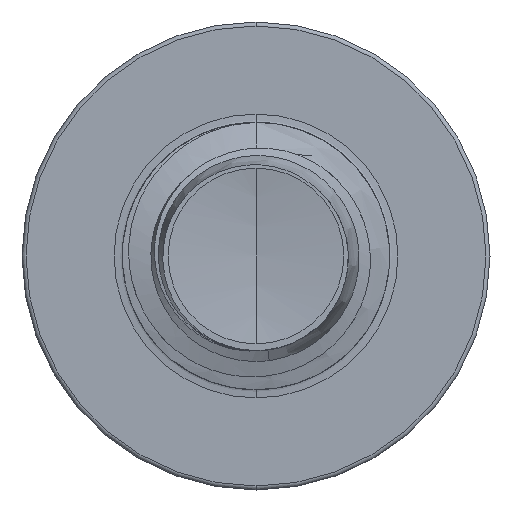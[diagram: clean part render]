
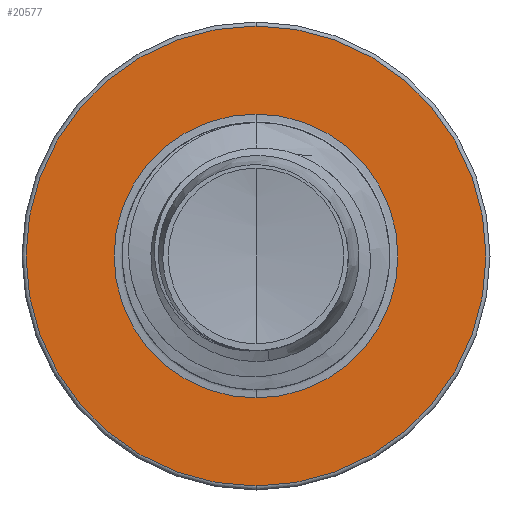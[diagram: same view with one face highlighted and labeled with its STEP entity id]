
A CAD part, front view. The second image highlights one B-rep face of the part: STEP entity #20577.
In plain terms, the highlighted planar face has unit normal (0, -1, 0).
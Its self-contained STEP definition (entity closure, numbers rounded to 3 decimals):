
#773 = DIRECTION ( 'NONE',  ( 0., 1., 0. ) ) ;
#1734 = EDGE_CURVE ( 'NONE', #25973, #26008, #28367, .T. ) ;
#2557 = FACE_OUTER_BOUND ( 'NONE', #26845, .T. ) ;
#2643 = DIRECTION ( 'NONE',  ( 0., 1., 0. ) ) ;
#3321 = CARTESIAN_POINT ( 'NONE',  ( 0., 20., -3.186 ) ) ;
#3369 = DIRECTION ( 'NONE',  ( 0., 0., 1. ) ) ;
#4151 = VERTEX_POINT ( 'NONE', #6420 ) ;
#4561 = CIRCLE ( 'NONE', #11237, 5.16 ) ;
#6420 = CARTESIAN_POINT ( 'NONE',  ( 0., 20., -5.16 ) ) ;
#6810 = EDGE_LOOP ( 'NONE', ( #19699, #29349 ) ) ;
#7030 = AXIS2_PLACEMENT_3D ( 'NONE', #9377, #10272, #3369 ) ;
#8035 = CARTESIAN_POINT ( 'NONE',  ( 0., 20., 0. ) ) ;
#8268 = EDGE_CURVE ( 'NONE', #17465, #4151, #24361, .T. ) ;
#8998 = CIRCLE ( 'NONE', #27218, 3.186 ) ;
#9377 = CARTESIAN_POINT ( 'NONE',  ( 0., 20., 0. ) ) ;
#10272 = DIRECTION ( 'NONE',  ( 0., 1., 0. ) ) ;
#11085 = DIRECTION ( 'NONE',  ( 0., 0., 1. ) ) ;
#11237 = AXIS2_PLACEMENT_3D ( 'NONE', #18759, #773, #21153 ) ;
#12900 = AXIS2_PLACEMENT_3D ( 'NONE', #17295, #17255, #17193 ) ;
#17193 = DIRECTION ( 'NONE',  ( 0., 0., 1. ) ) ;
#17255 = DIRECTION ( 'NONE',  ( 0., 1., 0. ) ) ;
#17295 = CARTESIAN_POINT ( 'NONE',  ( 0., 20., 0. ) ) ;
#17465 = VERTEX_POINT ( 'NONE', #26646 ) ;
#17666 = FACE_BOUND ( 'NONE', #6810, .T. ) ;
#18210 = CARTESIAN_POINT ( 'NONE',  ( 0., 20., 3.186 ) ) ;
#18759 = CARTESIAN_POINT ( 'NONE',  ( 0., 20., 0. ) ) ;
#19699 = ORIENTED_EDGE ( 'NONE', *, *, #31471, .T. ) ;
#19785 = ORIENTED_EDGE ( 'NONE', *, *, #19844, .F. ) ;
#19844 = EDGE_CURVE ( 'NONE', #4151, #17465, #4561, .T. ) ;
#20010 = CARTESIAN_POINT ( 'NONE',  ( 0., 20., -3.186 ) ) ;
#20111 = PLANE ( 'NONE',  #31339 ) ;
#20577 = ADVANCED_FACE ( 'NONE', ( #2557, #17666 ), #20111, .F. ) ;
#21153 = DIRECTION ( 'NONE',  ( 0., 0., 1. ) ) ;
#22470 = DIRECTION ( 'NONE',  ( 0., 0., 1. ) ) ;
#24361 = CIRCLE ( 'NONE', #12900, 5.16 ) ;
#25407 = ORIENTED_EDGE ( 'NONE', *, *, #8268, .F. ) ;
#25973 = VERTEX_POINT ( 'NONE', #3321 ) ;
#26008 = VERTEX_POINT ( 'NONE', #18210 ) ;
#26358 = DIRECTION ( 'NONE',  ( 0., 1., 0. ) ) ;
#26646 = CARTESIAN_POINT ( 'NONE',  ( 0., 20., 5.16 ) ) ;
#26845 = EDGE_LOOP ( 'NONE', ( #25407, #19785 ) ) ;
#27218 = AXIS2_PLACEMENT_3D ( 'NONE', #8035, #26358, #11085 ) ;
#28367 = CIRCLE ( 'NONE', #7030, 3.186 ) ;
#29349 = ORIENTED_EDGE ( 'NONE', *, *, #1734, .T. ) ;
#31339 = AXIS2_PLACEMENT_3D ( 'NONE', #20010, #2643, #22470 ) ;
#31471 = EDGE_CURVE ( 'NONE', #26008, #25973, #8998, .T. ) ;
